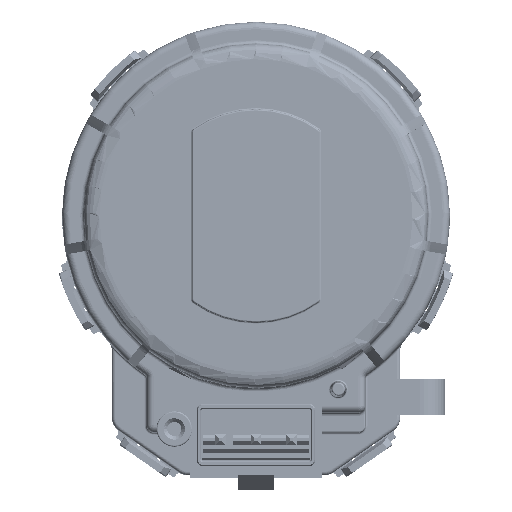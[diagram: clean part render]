
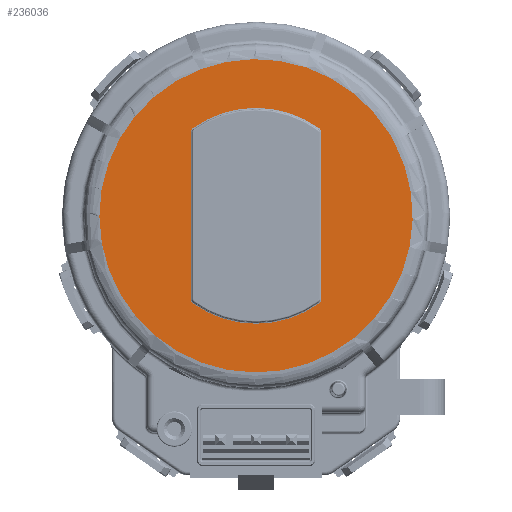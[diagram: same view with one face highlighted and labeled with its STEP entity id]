
A CAD part, top view. The second image highlights one B-rep face of the part: STEP entity #236036.
In plain terms, the highlighted planar face has unit normal (0, 0, 1).
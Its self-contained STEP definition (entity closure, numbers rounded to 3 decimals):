
#228000=CARTESIAN_POINT('',(-8.5,11.747,11.1));
#228001=DIRECTION('',(0.,0.,1.));
#228002=DIRECTION('',(-0.586,0.81,0.));
#228003=AXIS2_PLACEMENT_3D('',#228000,#228001,#228002);
#228005=DIRECTION('',(0.,-1.,0.));
#228006=VECTOR('',#228005,23.495);
#228007=CARTESIAN_POINT('',(-9.2,11.747,11.1));
#228008=LINE('',#228007,#228006);
#228009=CARTESIAN_POINT('',(-8.5,-11.747,11.1));
#228010=DIRECTION('',(0.,0.,1.));
#228011=DIRECTION('',(-1.,0.,0.));
#228012=AXIS2_PLACEMENT_3D('',#228009,#228010,#228011);
#228014=CARTESIAN_POINT('',(0.,0.,11.1));
#228015=DIRECTION('',(0.,0.,1.));
#228016=DIRECTION('',(-0.586,-0.81,0.));
#228017=AXIS2_PLACEMENT_3D('',#228014,#228015,#228016);
#228019=CARTESIAN_POINT('',(8.5,-11.747,11.1));
#228020=DIRECTION('',(0.,0.,1.));
#228021=DIRECTION('',(0.586,-0.81,0.));
#228022=AXIS2_PLACEMENT_3D('',#228019,#228020,#228021);
#228024=DIRECTION('',(0.,1.,0.));
#228025=VECTOR('',#228024,23.495);
#228026=CARTESIAN_POINT('',(9.2,-11.747,11.1));
#228027=LINE('',#228026,#228025);
#228028=CARTESIAN_POINT('',(8.5,11.747,11.1));
#228029=DIRECTION('',(0.,0.,1.));
#228030=DIRECTION('',(1.,0.,0.));
#228031=AXIS2_PLACEMENT_3D('',#228028,#228029,#228030);
#228033=CARTESIAN_POINT('',(0.,0.,11.1));
#228034=DIRECTION('',(0.,0.,1.));
#228035=DIRECTION('',(0.586,0.81,0.));
#228036=AXIS2_PLACEMENT_3D('',#228033,#228034,#228035);
#228038=CARTESIAN_POINT('',(0.,0.,11.1));
#228039=DIRECTION('',(0.,0.,1.));
#228040=DIRECTION('',(0.88,0.476,0.));
#228041=AXIS2_PLACEMENT_3D('',#228038,#228039,#228040);
#228043=CARTESIAN_POINT('',(0.,0.,11.1));
#228044=DIRECTION('',(0.,0.,1.));
#228045=DIRECTION('',(0.852,0.524,0.));
#228046=AXIS2_PLACEMENT_3D('',#228043,#228044,#228045);
#234760=CARTESIAN_POINT('',(-8.91,12.314,11.1));
#234761=CARTESIAN_POINT('',(-9.2,11.747,11.1));
#234762=VERTEX_POINT('',#234760);
#234763=VERTEX_POINT('',#234761);
#234768=CARTESIAN_POINT('',(-9.2,-11.747,11.1));
#234769=VERTEX_POINT('',#234768);
#234772=CARTESIAN_POINT('',(-8.91,-12.314,11.1));
#234773=VERTEX_POINT('',#234772);
#234776=CARTESIAN_POINT('',(8.91,-12.314,11.1));
#234777=VERTEX_POINT('',#234776);
#234780=CARTESIAN_POINT('',(9.2,-11.747,11.1));
#234781=VERTEX_POINT('',#234780);
#234784=CARTESIAN_POINT('',(9.2,11.747,11.1));
#234785=VERTEX_POINT('',#234784);
#234788=CARTESIAN_POINT('',(8.91,12.314,11.1));
#234789=VERTEX_POINT('',#234788);
#235426=CARTESIAN_POINT('',(19.402,10.488,11.1));
#235427=CARTESIAN_POINT('',(18.783,11.56,11.1));
#235428=VERTEX_POINT('',#235426);
#235429=VERTEX_POINT('',#235427);
#236008=CARTESIAN_POINT('',(0.,0.,11.1));
#236009=DIRECTION('',(0.,0.,1.));
#236010=DIRECTION('',(0.,1.,0.));
#236011=AXIS2_PLACEMENT_3D('',#236008,#236009,#236010);
#236012=PLANE('',#236011);
#236014=ORIENTED_EDGE('',*,*,#236013,.F.);
#236015=ORIENTED_EDGE('',*,*,#235939,.F.);
#236016=EDGE_LOOP('',(#236014,#236015));
#236017=FACE_OUTER_BOUND('',#236016,.F.);
#236019=ORIENTED_EDGE('',*,*,#236018,.T.);
#236021=ORIENTED_EDGE('',*,*,#236020,.T.);
#236023=ORIENTED_EDGE('',*,*,#236022,.T.);
#236025=ORIENTED_EDGE('',*,*,#236024,.T.);
#236027=ORIENTED_EDGE('',*,*,#236026,.T.);
#236029=ORIENTED_EDGE('',*,*,#236028,.T.);
#236031=ORIENTED_EDGE('',*,*,#236030,.T.);
#236033=ORIENTED_EDGE('',*,*,#236032,.T.);
#236034=EDGE_LOOP('',(#236019,#236021,#236023,#236025,#236027,#236029,#236031,
#236033));
#236035=FACE_BOUND('',#236034,.F.);
#236036=ADVANCED_FACE('',(#236017,#236035),#236012,.T.);
#228004=CIRCLE('',#228003,0.7);
#228013=CIRCLE('',#228012,0.7);
#228018=CIRCLE('',#228017,15.2);
#228023=CIRCLE('',#228022,0.7);
#228032=CIRCLE('',#228031,0.7);
#228037=CIRCLE('',#228036,15.2);
#228042=CIRCLE('',#228041,22.055);
#228047=CIRCLE('',#228046,22.055);
#235939=EDGE_CURVE('',#235429,#235428,#228047,.T.);
#236013=EDGE_CURVE('',#235428,#235429,#228042,.T.);
#236018=EDGE_CURVE('',#234762,#234763,#228004,.T.);
#236020=EDGE_CURVE('',#234763,#234769,#228008,.T.);
#236022=EDGE_CURVE('',#234769,#234773,#228013,.T.);
#236024=EDGE_CURVE('',#234773,#234777,#228018,.T.);
#236026=EDGE_CURVE('',#234777,#234781,#228023,.T.);
#236028=EDGE_CURVE('',#234781,#234785,#228027,.T.);
#236030=EDGE_CURVE('',#234785,#234789,#228032,.T.);
#236032=EDGE_CURVE('',#234789,#234762,#228037,.T.);
